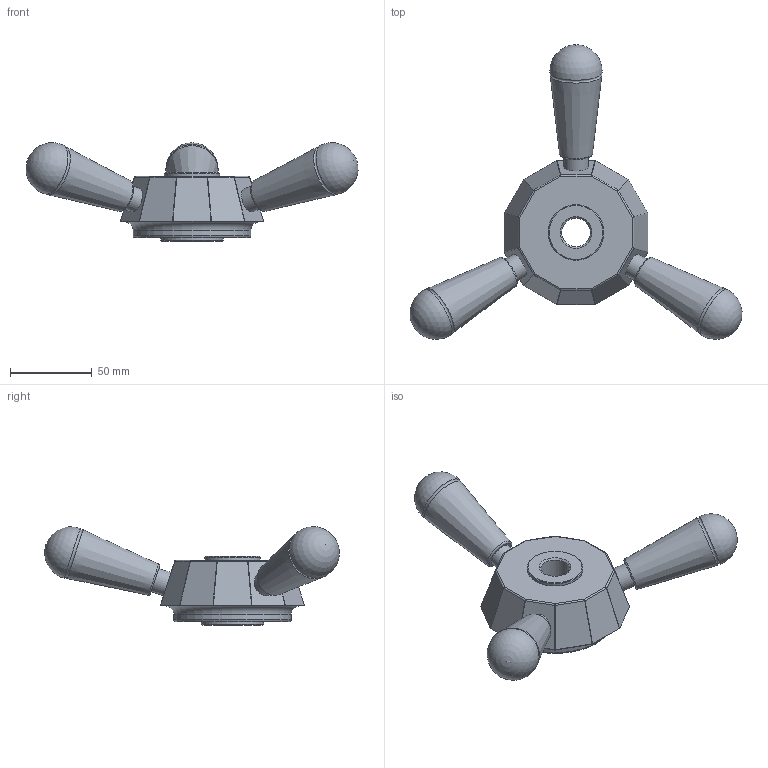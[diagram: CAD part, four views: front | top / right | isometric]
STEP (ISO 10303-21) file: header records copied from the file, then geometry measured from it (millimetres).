
FILE_DESCRIPTION(/* description */ ('File 3d .step'),/* implementation_level */ '2;1');
FILE_NAME(/* name */ '6109026',/* time_stamp */ '2019-08-26T12:01:07+02:00',/* author */ ('Zorzan D.'),/* organization */ ('Gamm Srl.'),/* preprocessor_version */ 'ST-DEVELOPER v16.7',/* originating_system */ 'DEX',/* authorisation */ $);
FILE_SCHEMA (('AUTOMOTIVE_DESIGN {1 0 10303 214 3 1 1}'));
Length unit declared in the file: millimetre
Products named in the file (1): 6109026
Bounding box: 203 x 180.12 x 60.15 mm (x, y, z)
Volume: 291211.7 mm3; surface area: 43213 mm2
Topology: 1 solids, 16 shells, 156 faces, 351 edges, 203 vertices
Faces by surface type: cylinder 49, plane 44, bspline 24, torus 20, cone 16, sphere 3
Full cylindrical faces by diameter (mm): 8.376 x3, 10 x3, 11.8 x3, 11.835 x6, 15 x6, 17.5 x1, 34 x1, 38 x1, 72 x1
Entity records: 5016 total; most frequent: CARTESIAN_POINT 1136, DIRECTION 534, ORIENTED_EDGE 472, FACE_BOUND 237, EDGE_CURVE 236, EDGE_LOOP 234, AXIS2_PLACEMENT_3D 225, VERTEX_POINT 167
